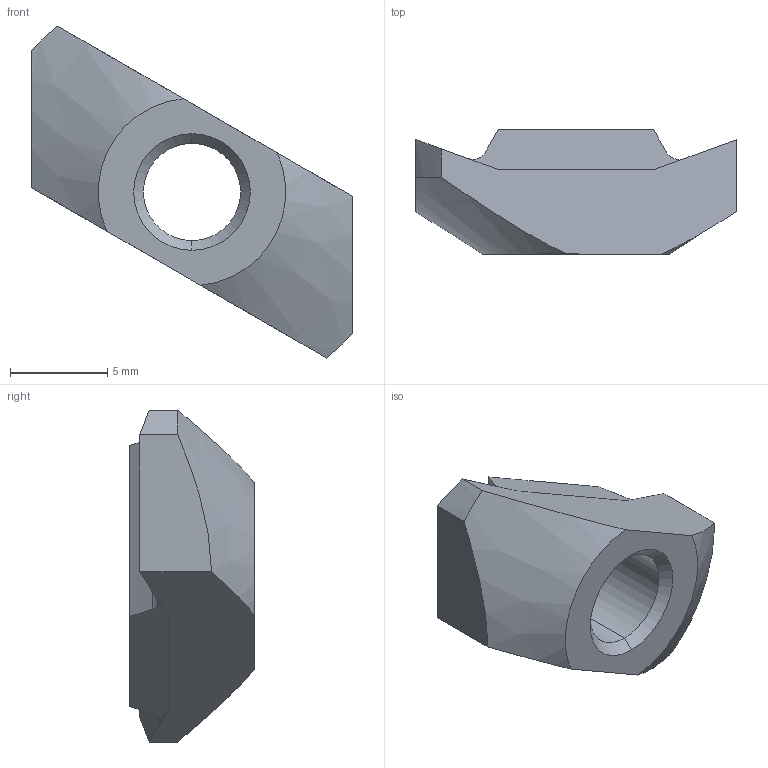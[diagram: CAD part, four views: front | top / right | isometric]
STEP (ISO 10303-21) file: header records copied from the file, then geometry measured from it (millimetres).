
FILE_DESCRIPTION (( 'STEP AP214' ), '1' );
FILE_NAME ('M6 Drop-In Nut(40HDI-3407-002-00).step', '2023-08-31T17:46:01', ( '' ), ( '' ), 'SwSTEP 2.0', 'SolidWorks 2020', '' );
FILE_SCHEMA (( 'AUTOMOTIVE_DESIGN' ));
Length unit declared in the file: millimetre
Products named in the file (1): M6 Drop-In Nut(40HDI-3407-002-00)
Bounding box: 16.51 x 6.4 x 17.09 mm (x, y, z)
Volume: 602.9 mm3; surface area: 599.2 mm2
Topology: 1 solids, 1 shells, 26 faces, 68 edges, 44 vertices
Faces by surface type: plane 14, cone 6, cylinder 6
Entity records: 860 total; most frequent: CARTESIAN_POINT 199, ORIENTED_EDGE 136, DIRECTION 122, EDGE_CURVE 68, VECTOR 44, VERTEX_POINT 44, LINE 44, AXIS2_PLACEMENT_3D 39
